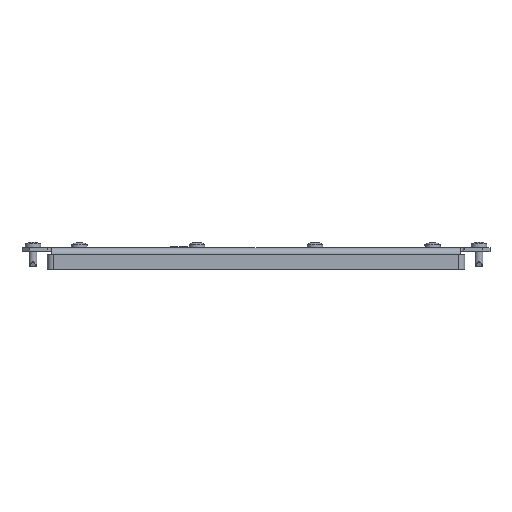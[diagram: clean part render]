
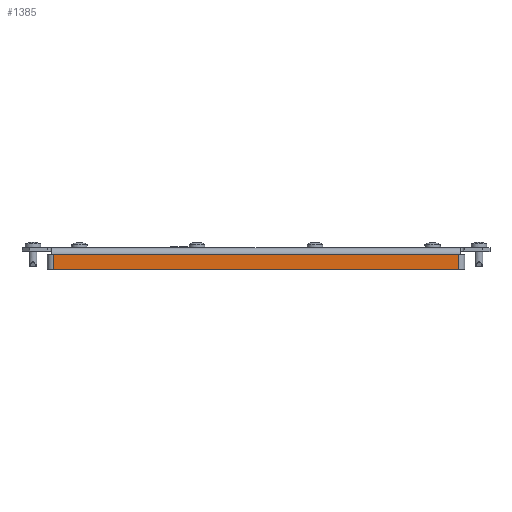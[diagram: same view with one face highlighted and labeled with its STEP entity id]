
A CAD part, top view. The second image highlights one B-rep face of the part: STEP entity #1385.
In plain terms, the highlighted face is planar.
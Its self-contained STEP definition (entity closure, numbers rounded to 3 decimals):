
#177 = CARTESIAN_POINT ( 'NONE',  ( -5., -3., -129. ) ) ;
#289 = LINE ( 'NONE', #1048, #4907 ) ;
#372 = VERTEX_POINT ( 'NONE', #3890 ) ;
#523 = VECTOR ( 'NONE', #1009, 1000. ) ;
#549 = ORIENTED_EDGE ( 'NONE', *, *, #4936, .T. ) ;
#688 = DIRECTION ( 'NONE',  ( 0., 0., 1. ) ) ;
#757 = EDGE_CURVE ( 'NONE', #372, #3512, #4731, .T. ) ;
#769 = ORIENTED_EDGE ( 'NONE', *, *, #931, .F. ) ;
#931 = EDGE_CURVE ( 'NONE', #1079, #372, #3427, .T. ) ;
#1009 = DIRECTION ( 'NONE',  ( 1., 0., 0. ) ) ;
#1048 = CARTESIAN_POINT ( 'NONE',  ( 5., -3., -129. ) ) ;
#1079 = VERTEX_POINT ( 'NONE', #5099 ) ;
#1385 = ADVANCED_FACE ( 'NONE', ( #2138 ), #2871, .T. ) ;
#1439 = ORIENTED_EDGE ( 'NONE', *, *, #757, .F. ) ;
#1486 = CARTESIAN_POINT ( 'NONE',  ( -5., -3., -129. ) ) ;
#1729 = ORIENTED_EDGE ( 'NONE', *, *, #4809, .T. ) ;
#1918 = DIRECTION ( 'NONE',  ( 1., 0., 0. ) ) ;
#2138 = FACE_OUTER_BOUND ( 'NONE', #3500, .T. ) ;
#2151 = CARTESIAN_POINT ( 'NONE',  ( -5., -3., 129. ) ) ;
#2207 = DIRECTION ( 'NONE',  ( 0., 0., 1. ) ) ;
#2269 = VERTEX_POINT ( 'NONE', #3071 ) ;
#2381 = VECTOR ( 'NONE', #688, 1000. ) ;
#2501 = DIRECTION ( 'NONE',  ( 0., -1., 0. ) ) ;
#2871 = PLANE ( 'NONE',  #3250 ) ;
#2916 = DIRECTION ( 'NONE',  ( 1., 0., 0. ) ) ;
#3071 = CARTESIAN_POINT ( 'NONE',  ( 5., -3., -129. ) ) ;
#3250 = AXIS2_PLACEMENT_3D ( 'NONE', #177, #2501, #2916 ) ;
#3427 = LINE ( 'NONE', #1486, #2381 ) ;
#3500 = EDGE_LOOP ( 'NONE', ( #1439, #769, #549, #1729 ) ) ;
#3512 = VERTEX_POINT ( 'NONE', #4271 ) ;
#3551 = VECTOR ( 'NONE', #1918, 1000. ) ;
#3890 = CARTESIAN_POINT ( 'NONE',  ( -5., -3., 129. ) ) ;
#4271 = CARTESIAN_POINT ( 'NONE',  ( 5., -3., 129. ) ) ;
#4667 = LINE ( 'NONE', #4737, #3551 ) ;
#4731 = LINE ( 'NONE', #2151, #523 ) ;
#4737 = CARTESIAN_POINT ( 'NONE',  ( -5., -3., -129. ) ) ;
#4809 = EDGE_CURVE ( 'NONE', #2269, #3512, #289, .T. ) ;
#4907 = VECTOR ( 'NONE', #2207, 1000. ) ;
#4936 = EDGE_CURVE ( 'NONE', #1079, #2269, #4667, .T. ) ;
#5099 = CARTESIAN_POINT ( 'NONE',  ( -5., -3., -129. ) ) ;
